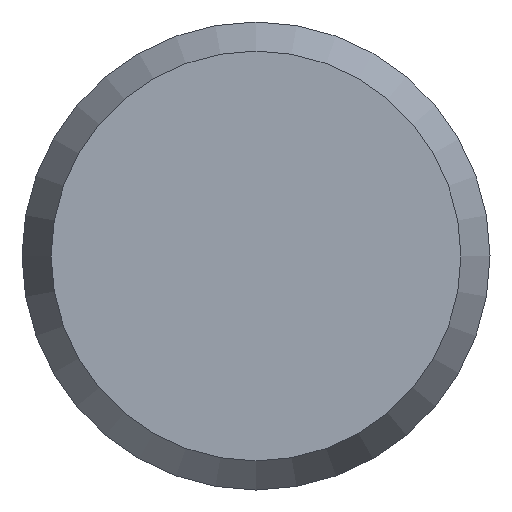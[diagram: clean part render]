
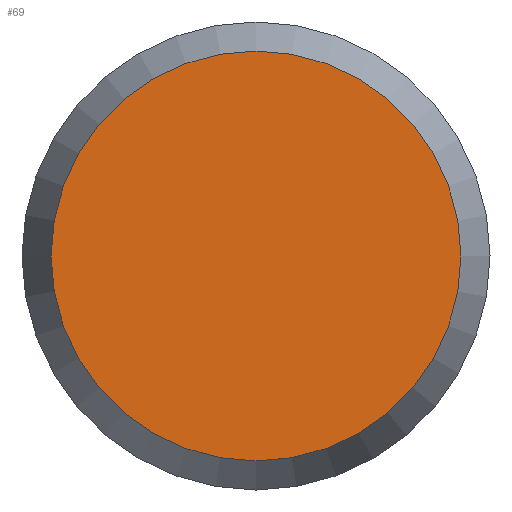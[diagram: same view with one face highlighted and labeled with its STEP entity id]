
A CAD part, left-side view. The second image highlights one B-rep face of the part: STEP entity #69.
In plain terms, the highlighted planar face has unit normal (-1, 0, 0).
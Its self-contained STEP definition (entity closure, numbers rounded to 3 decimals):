
#16=PLANE('',#98);
#22=FACE_OUTER_BOUND('',#27,.T.);
#27=EDGE_LOOP('',(#62));
#37=CIRCLE('',#97,5.254);
#41=VERTEX_POINT('',#135);
#47=EDGE_CURVE('',#41,#41,#37,.T.);
#62=ORIENTED_EDGE('',*,*,#47,.F.);
#69=ADVANCED_FACE('',(#22),#16,.T.);
#97=AXIS2_PLACEMENT_3D('',#136,#117,#118);
#98=AXIS2_PLACEMENT_3D('',#138,#120,#121);
#117=DIRECTION('center_axis',(1.,0.,0.));
#118=DIRECTION('ref_axis',(0.,-1.,0.));
#120=DIRECTION('center_axis',(-1.,0.,0.));
#121=DIRECTION('ref_axis',(0.,0.,1.));
#135=CARTESIAN_POINT('',(0.,5.254,0.));
#136=CARTESIAN_POINT('Origin',(0.,0.,0.));
#138=CARTESIAN_POINT('Origin',(0.,0.,0.));
